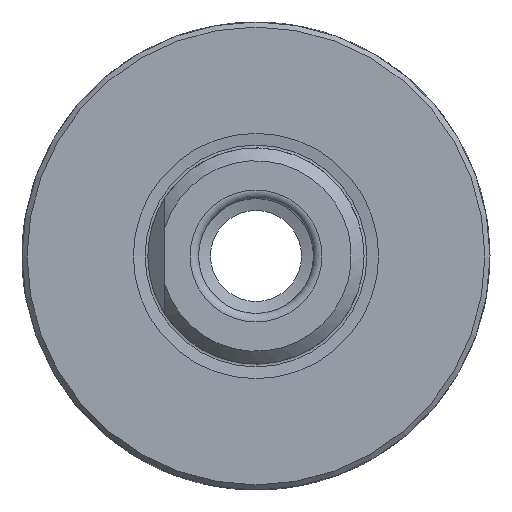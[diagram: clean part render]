
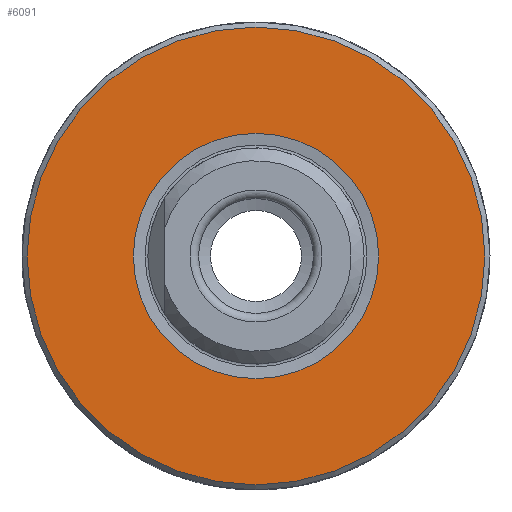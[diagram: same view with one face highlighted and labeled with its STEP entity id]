
A CAD part, left-side view. The second image highlights one B-rep face of the part: STEP entity #6091.
In plain terms, the highlighted planar face has unit normal (-1, 0, 0).
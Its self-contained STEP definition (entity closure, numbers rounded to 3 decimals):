
#35 = DIRECTION ( 'NONE',  ( 0., -1., 0. ) ) ;
#792 = AXIS2_PLACEMENT_3D ( 'NONE', #7402, #14086, #1162 ) ;
#1162 = DIRECTION ( 'NONE',  ( 0., 1., 0. ) ) ;
#4117 = FACE_OUTER_BOUND ( 'NONE', #11841, .T. ) ;
#4356 = PLANE ( 'NONE',  #4616 ) ;
#4616 = AXIS2_PLACEMENT_3D ( 'NONE', #17604, #10987, #35 ) ;
#6091 = ADVANCED_FACE ( 'NONE', ( #18885, #4117 ), #4356, .T. ) ;
#6770 = AXIS2_PLACEMENT_3D ( 'NONE', #15456, #19527, #13480 ) ;
#7402 = CARTESIAN_POINT ( 'NONE',  ( 0., 0., 0. ) ) ;
#8316 = VERTEX_POINT ( 'NONE', #8977 ) ;
#8607 = CIRCLE ( 'NONE', #6770, 26.9 ) ;
#8977 = CARTESIAN_POINT ( 'NONE',  ( 0., 14.415, 0. ) ) ;
#9366 = CIRCLE ( 'NONE', #792, 14.415 ) ;
#10693 = CARTESIAN_POINT ( 'NONE',  ( 0., 26.9, 0. ) ) ;
#10987 = DIRECTION ( 'NONE',  ( -1., 0., 0. ) ) ;
#11841 = EDGE_LOOP ( 'NONE', ( #13083 ) ) ;
#13083 = ORIENTED_EDGE ( 'NONE', *, *, #14554, .F. ) ;
#13480 = DIRECTION ( 'NONE',  ( 0., 1., 0. ) ) ;
#14086 = DIRECTION ( 'NONE',  ( 1., 0., 0. ) ) ;
#14554 = EDGE_CURVE ( 'NONE', #20409, #20409, #8607, .T. ) ;
#15456 = CARTESIAN_POINT ( 'NONE',  ( 0., 0., 0. ) ) ;
#17604 = CARTESIAN_POINT ( 'NONE',  ( 0., 14.415, 0. ) ) ;
#18885 = FACE_BOUND ( 'NONE', #21109, .T. ) ;
#19527 = DIRECTION ( 'NONE',  ( 1., 0., 0. ) ) ;
#20409 = VERTEX_POINT ( 'NONE', #10693 ) ;
#21109 = EDGE_LOOP ( 'NONE', ( #21300 ) ) ;
#21300 = ORIENTED_EDGE ( 'NONE', *, *, #27825, .T. ) ;
#27825 = EDGE_CURVE ( 'NONE', #8316, #8316, #9366, .T. ) ;
